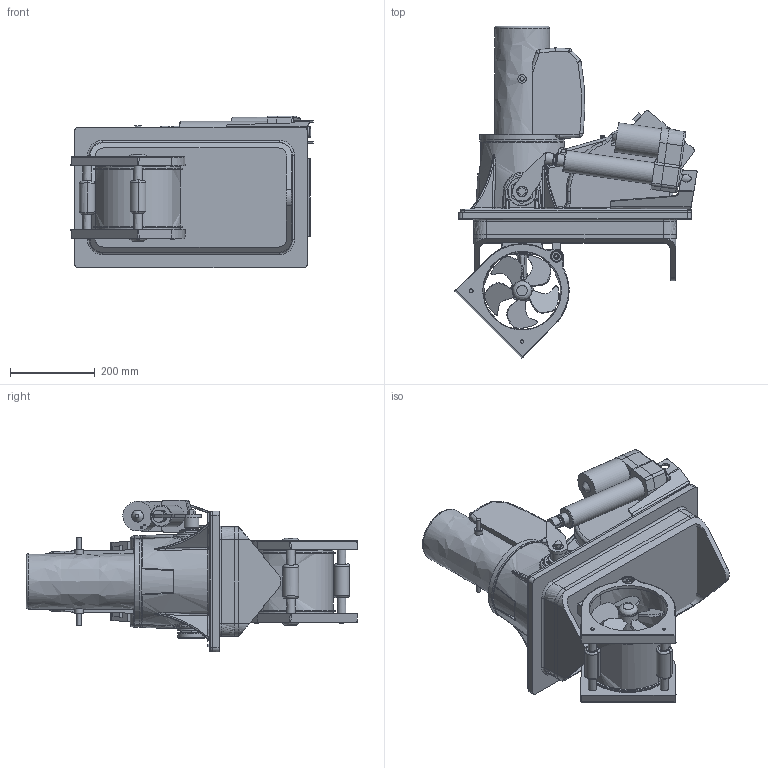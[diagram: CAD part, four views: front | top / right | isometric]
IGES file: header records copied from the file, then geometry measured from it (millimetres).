
Global section: file name: SRV80-185T (12V) OUT; native system: Autodesk Inventor 2015; preprocessor: unknown; author: Elvira H.; date: 20160122.090359; units: millimetre
Bounding box: 572.18 x 784.02 x 359 mm (x, y, z)
Volume: 31747390.2 mm3; surface area: 2194521.7 mm2
Topology: 5 solids, 5 shells, 2662 faces, 6851 edges, 4205 vertices
Faces by surface type: bspline 2662
